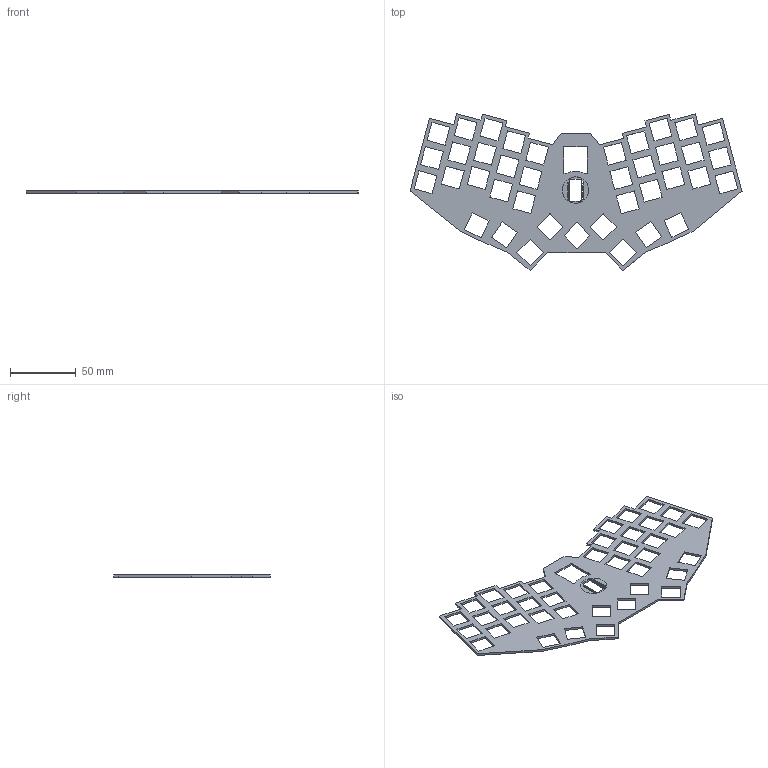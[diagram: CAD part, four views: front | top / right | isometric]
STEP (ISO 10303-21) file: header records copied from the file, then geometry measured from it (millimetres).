
FILE_DESCRIPTION(/* description */ (''),/* implementation_level */ '2;1');
FILE_NAME(/* name */ 'Bird PCB.step',/* time_stamp */ '2024-08-28T21:57:10-07:00',/* author */ (''),/* organization */ (''),/* preprocessor_version */ 'ST-DEVELOPER v20',/* originating_system */ 'Autodesk Translation Framework v13.14.0.145',/* authorisation */ '');
FILE_SCHEMA (('AUTOMOTIVE_DESIGN { 1 0 10303 214 3 1 1 }'));
Length unit declared in the file: millimetre
Products named in the file (1): Phoenix
Bounding box: 251.95 x 118.87 x 1.6 mm (x, y, z)
Volume: 20217.6 mm3; surface area: 30392.8 mm2
Topology: 2 solids, 2 shells, 993 faces, 2967 edges, 1978 vertices
Faces by surface type: plane 976, cylinder 17
Entity records: 32982 total; most frequent: CARTESIAN_POINT 5939, ORIENTED_EDGE 5934, DIRECTION 4989, EDGE_CURVE 2967, LINE 2933, VECTOR 2933, VERTEX_POINT 1978, EDGE_LOOP 1109
